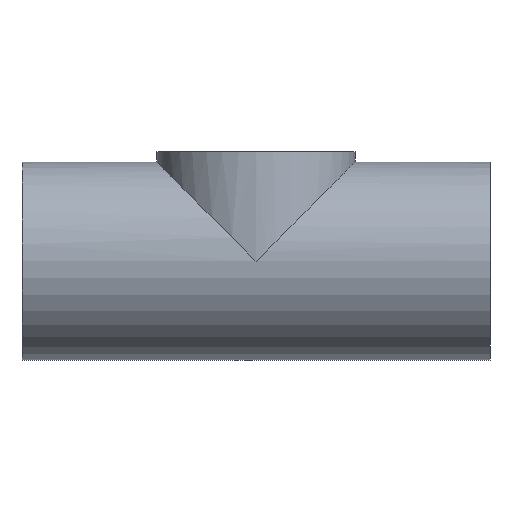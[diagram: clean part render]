
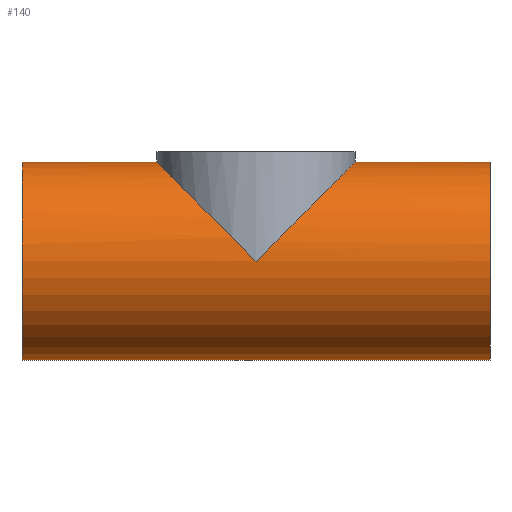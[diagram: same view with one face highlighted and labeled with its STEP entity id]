
A CAD part, front view. The second image highlights one B-rep face of the part: STEP entity #140.
In plain terms, the highlighted cylindrical face has radius 38.15 mm (diameter 76.3 mm), a full revolution.
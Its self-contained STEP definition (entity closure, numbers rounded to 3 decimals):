
#29=FACE_OUTER_BOUND('',#38,.T.);
#38=EDGE_LOOP('',(#120,#121,#122,#123,#124,#125,#126,#127,#128));
#45=CIRCLE('',#177,38.15);
#46=CIRCLE('',#179,38.15);
#51=LINE('',#262,#57);
#52=LINE('',#263,#58);
#57=VECTOR('',#223,38.15);
#58=VECTOR('',#224,38.15);
#62=ELLIPSE('',#172,53.952,38.15);
#63=ELLIPSE('',#173,53.952,38.15);
#64=ELLIPSE('',#174,53.952,38.15);
#72=VERTEX_POINT('',#248);
#73=VERTEX_POINT('',#250);
#74=VERTEX_POINT('',#252);
#75=VERTEX_POINT('',#257);
#76=VERTEX_POINT('',#260);
#88=EDGE_CURVE('',#73,#72,#62,.T.);
#89=EDGE_CURVE('',#74,#73,#63,.T.);
#90=EDGE_CURVE('',#72,#74,#64,.T.);
#91=EDGE_CURVE('',#75,#75,#45,.T.);
#92=EDGE_CURVE('',#76,#76,#46,.T.);
#93=EDGE_CURVE('',#76,#73,#51,.T.);
#94=EDGE_CURVE('',#73,#75,#52,.T.);
#120=ORIENTED_EDGE('',*,*,#92,.F.);
#121=ORIENTED_EDGE('',*,*,#93,.T.);
#122=ORIENTED_EDGE('',*,*,#94,.T.);
#123=ORIENTED_EDGE('',*,*,#91,.F.);
#124=ORIENTED_EDGE('',*,*,#94,.F.);
#125=ORIENTED_EDGE('',*,*,#88,.T.);
#126=ORIENTED_EDGE('',*,*,#90,.T.);
#127=ORIENTED_EDGE('',*,*,#89,.T.);
#128=ORIENTED_EDGE('',*,*,#93,.F.);
#134=CYLINDRICAL_SURFACE('',#178,38.15);
#140=ADVANCED_FACE('',(#29),#134,.T.);
#172=AXIS2_PLACEMENT_3D('',#251,#207,#208);
#173=AXIS2_PLACEMENT_3D('',#253,#209,#210);
#174=AXIS2_PLACEMENT_3D('',#254,#211,#212);
#177=AXIS2_PLACEMENT_3D('',#258,#217,#218);
#178=AXIS2_PLACEMENT_3D('',#259,#219,#220);
#179=AXIS2_PLACEMENT_3D('',#261,#221,#222);
#207=DIRECTION('center_axis',(-0.707,0.,-0.707));
#208=DIRECTION('ref_axis',(0.707,0.,-0.707));
#209=DIRECTION('center_axis',(0.707,0.,-0.707));
#210=DIRECTION('ref_axis',(0.707,0.,0.707));
#211=DIRECTION('center_axis',(-0.707,0.,-0.707));
#212=DIRECTION('ref_axis',(0.707,0.,-0.707));
#217=DIRECTION('center_axis',(-1.,0.,0.));
#218=DIRECTION('ref_axis',(0.,1.,0.));
#219=DIRECTION('center_axis',(1.,0.,0.));
#220=DIRECTION('ref_axis',(0.,1.,0.));
#221=DIRECTION('center_axis',(1.,0.,0.));
#222=DIRECTION('ref_axis',(0.,1.,0.));
#223=DIRECTION('',(-1.,0.,0.));
#224=DIRECTION('',(-1.,0.,0.));
#248=CARTESIAN_POINT('',(-38.15,0.,38.15));
#250=CARTESIAN_POINT('',(0.,-38.15,0.));
#251=CARTESIAN_POINT('Origin',(0.,0.,0.));
#252=CARTESIAN_POINT('',(0.,38.15,0.));
#253=CARTESIAN_POINT('Origin',(0.,0.,0.));
#254=CARTESIAN_POINT('Origin',(0.,0.,0.));
#257=CARTESIAN_POINT('',(-90.,-38.15,0.));
#258=CARTESIAN_POINT('Origin',(-90.,0.,0.));
#259=CARTESIAN_POINT('Origin',(0.,0.,0.));
#260=CARTESIAN_POINT('',(90.,-38.15,0.));
#261=CARTESIAN_POINT('Origin',(90.,0.,0.));
#262=CARTESIAN_POINT('',(0.,-38.15,0.));
#263=CARTESIAN_POINT('',(0.,-38.15,0.));
